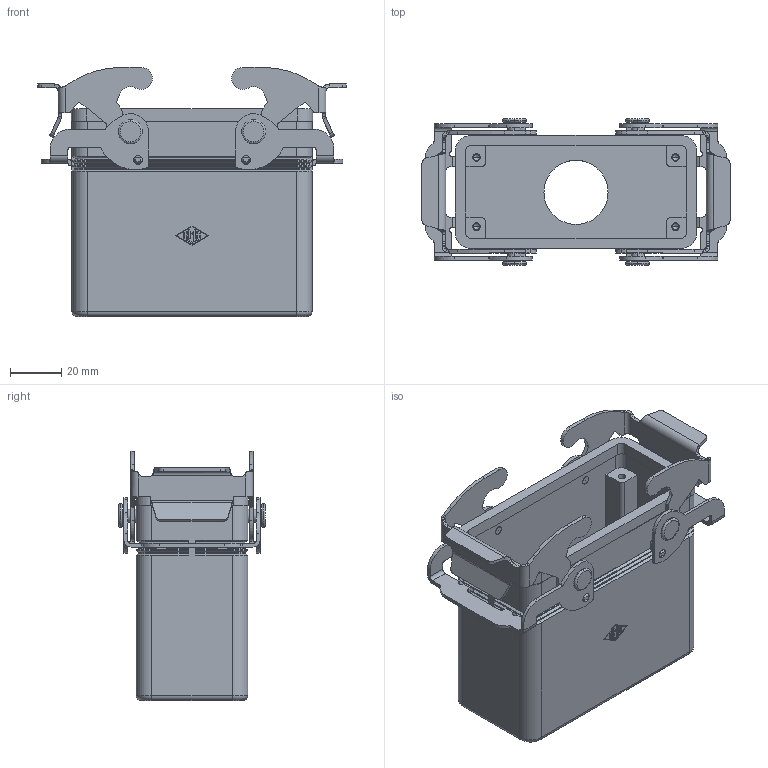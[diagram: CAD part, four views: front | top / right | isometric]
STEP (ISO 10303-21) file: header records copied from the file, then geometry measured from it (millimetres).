
FILE_DESCRIPTION((''),'2;1');
FILE_NAME('MVFV 16 G25.stp','2006-12-19T10:36:52',('gembarski'),(''),'Autodesk Inventor 7','Autodesk Inventor 7','');
FILE_SCHEMA(('AUTOMOTIVE_DESIGN { 1 0 10303 214 1 1 1 1 }'));
Length unit declared in the file: millimetre
Products named in the file (1): MVFV 16 G25
Bounding box: 119.97 x 57 x 97 mm (x, y, z)
Volume: 99497.1 mm3; surface area: 66288.6 mm2
Topology: 3 solids, 3 shells, 706 faces, 1877 edges, 1198 vertices
Faces by surface type: bspline 291, plane 205, cylinder 182, cone 16, torus 12
Entity records: 27200 total; most frequent: CARTESIAN_POINT 10303, ORIENTED_EDGE 3722, DIRECTION 3229, EDGE_CURVE 1861, VERTEX_POINT 1198, VECTOR 1173, LINE 1173, AXIS2_PLACEMENT_3D 1028
